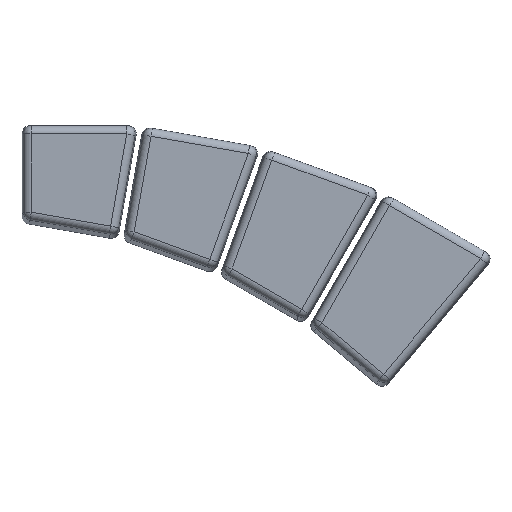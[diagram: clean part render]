
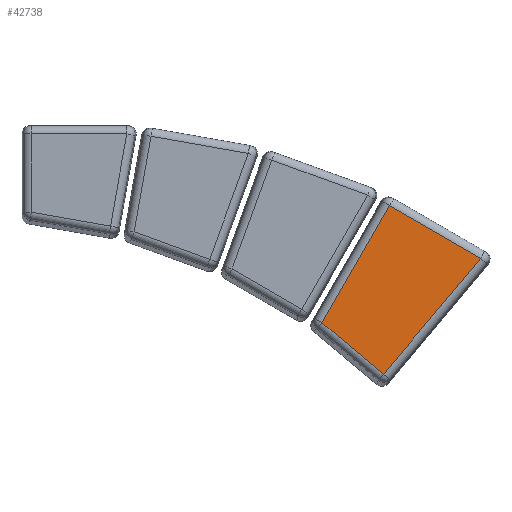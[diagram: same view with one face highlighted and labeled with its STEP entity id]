
A CAD part, top view. The second image highlights one B-rep face of the part: STEP entity #42738.
In plain terms, the highlighted planar face has unit normal (0, 0, 1).
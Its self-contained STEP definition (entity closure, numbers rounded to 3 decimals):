
#41725 = CYLINDRICAL_SURFACE('',#41726,1.5);
#41726 = AXIS2_PLACEMENT_3D('',#41727,#41728,#41729);
#41727 = CARTESIAN_POINT('',(66.83,-14.077,3.5));
#41728 = DIRECTION('',(0.866,-0.5,0.));
#41729 = DIRECTION('',(0.5,0.866,0.));
#41912 = CYLINDRICAL_SURFACE('',#41913,1.5);
#41913 = AXIS2_PLACEMENT_3D('',#41914,#41915,#41916);
#41914 = CARTESIAN_POINT('',(68.792,-13.477,3.5));
#41915 = DIRECTION('',(-0.5,-0.866,0.));
#41916 = DIRECTION('',(0.,0.,1.));
#41946 = CYLINDRICAL_SURFACE('',#41947,1.5);
#41947 = AXIS2_PLACEMENT_3D('',#41948,#41949,#41950);
#41948 = CARTESIAN_POINT('',(66.153,-46.93,3.5));
#41949 = DIRECTION('',(0.643,0.766,0.));
#41950 = DIRECTION('',(0.764,-0.641,0.07
    ));
#42120 = CYLINDRICAL_SURFACE('',#42121,1.5);
#42121 = AXIS2_PLACEMENT_3D('',#42122,#42123,#42124);
#42122 = CARTESIAN_POINT('',(54.612,-35.661,3.5));
#42123 = DIRECTION('',(0.766,-0.643,0.));
#42124 = DIRECTION('',(0.,0.,1.));
#42437 = VERTEX_POINT('',#42438);
#42438 = CARTESIAN_POINT('',(68.042,-14.776,5.));
#42458 = EDGE_CURVE('',#42437,#42459,#42461,.T.);
#42459 = VERTEX_POINT('',#42460);
#42460 = CARTESIAN_POINT('',(84.944,-24.535,5.));
#42461 = SURFACE_CURVE('',#42462,(#42466,#42473),.PCURVE_S1.);
#42462 = LINE('',#42463,#42464);
#42463 = CARTESIAN_POINT('',(66.83,-14.077,5.));
#42464 = VECTOR('',#42465,1.);
#42465 = DIRECTION('',(0.866,-0.5,0.));
#42466 = PCURVE('',#41725,#42467);
#42467 = DEFINITIONAL_REPRESENTATION('',(#42468),#42472);
#42468 = LINE('',#42469,#42470);
#42469 = CARTESIAN_POINT('',(1.571,0.));
#42470 = VECTOR('',#42471,1.);
#42471 = DIRECTION('',(0.,1.));
#42472 = ( GEOMETRIC_REPRESENTATION_CONTEXT(2)
PARAMETRIC_REPRESENTATION_CONTEXT() REPRESENTATION_CONTEXT('2D SPACE',''
  ) );
#42473 = PCURVE('',#42474,#42479);
#42474 = PLANE('',#42475);
#42475 = AXIS2_PLACEMENT_3D('',#42476,#42477,#42478);
#42476 = CARTESIAN_POINT('',(69.397,-30.32,5.));
#42477 = DIRECTION('',(0.,0.,1.));
#42478 = DIRECTION('',(0.866,-0.5,0.));
#42479 = DEFINITIONAL_REPRESENTATION('',(#42480),#42484);
#42480 = LINE('',#42481,#42482);
#42481 = CARTESIAN_POINT('',(-10.345,12.784));
#42482 = VECTOR('',#42483,1.);
#42483 = DIRECTION('',(1.,0.));
#42484 = ( GEOMETRIC_REPRESENTATION_CONTEXT(2)
PARAMETRIC_REPRESENTATION_CONTEXT() REPRESENTATION_CONTEXT('2D SPACE',''
  ) );
#42562 = EDGE_CURVE('',#42437,#42563,#42565,.T.);
#42563 = VERTEX_POINT('',#42564);
#42564 = CARTESIAN_POINT('',(55.536,-36.436,5.));
#42565 = SURFACE_CURVE('',#42566,(#42570,#42577),.PCURVE_S1.);
#42566 = LINE('',#42567,#42568);
#42567 = CARTESIAN_POINT('',(68.792,-13.477,5.));
#42568 = VECTOR('',#42569,1.);
#42569 = DIRECTION('',(-0.5,-0.866,0.));
#42570 = PCURVE('',#41912,#42571);
#42571 = DEFINITIONAL_REPRESENTATION('',(#42572),#42576);
#42572 = LINE('',#42573,#42574);
#42573 = CARTESIAN_POINT('',(0.,0.));
#42574 = VECTOR('',#42575,1.);
#42575 = DIRECTION('',(0.,1.));
#42576 = ( GEOMETRIC_REPRESENTATION_CONTEXT(2)
PARAMETRIC_REPRESENTATION_CONTEXT() REPRESENTATION_CONTEXT('2D SPACE',''
  ) );
#42577 = PCURVE('',#42474,#42578);
#42578 = DEFINITIONAL_REPRESENTATION('',(#42579),#42583);
#42579 = LINE('',#42580,#42581);
#42580 = CARTESIAN_POINT('',(-8.946,14.284));
#42581 = VECTOR('',#42582,1.);
#42582 = DIRECTION('',(0.,-1.));
#42583 = ( GEOMETRIC_REPRESENTATION_CONTEXT(2)
PARAMETRIC_REPRESENTATION_CONTEXT() REPRESENTATION_CONTEXT('2D SPACE',''
  ) );
#42611 = VERTEX_POINT('',#42612);
#42612 = CARTESIAN_POINT('',(66.933,-45.999,5.));
#42632 = EDGE_CURVE('',#42611,#42459,#42633,.T.);
#42633 = SURFACE_CURVE('',#42634,(#42638,#42645),.PCURVE_S1.);
#42634 = LINE('',#42635,#42636);
#42635 = CARTESIAN_POINT('',(66.153,-46.93,5.));
#42636 = VECTOR('',#42637,1.);
#42637 = DIRECTION('',(0.643,0.766,0.));
#42638 = PCURVE('',#41946,#42639);
#42639 = DEFINITIONAL_REPRESENTATION('',(#42640),#42644);
#42640 = LINE('',#42641,#42642);
#42641 = CARTESIAN_POINT('',(-1.501,0.));
#42642 = VECTOR('',#42643,1.);
#42643 = DIRECTION('',(-0.,1.));
#42644 = ( GEOMETRIC_REPRESENTATION_CONTEXT(2)
PARAMETRIC_REPRESENTATION_CONTEXT() REPRESENTATION_CONTEXT('2D SPACE',''
  ) );
#42645 = PCURVE('',#42474,#42646);
#42646 = DEFINITIONAL_REPRESENTATION('',(#42647),#42651);
#42647 = LINE('',#42648,#42649);
#42648 = CARTESIAN_POINT('',(5.495,-16.007));
#42649 = VECTOR('',#42650,1.);
#42650 = DIRECTION('',(0.174,0.985));
#42651 = ( GEOMETRIC_REPRESENTATION_CONTEXT(2)
PARAMETRIC_REPRESENTATION_CONTEXT() REPRESENTATION_CONTEXT('2D SPACE',''
  ) );
#42711 = EDGE_CURVE('',#42563,#42611,#42712,.T.);
#42712 = SURFACE_CURVE('',#42713,(#42717,#42724),.PCURVE_S1.);
#42713 = LINE('',#42714,#42715);
#42714 = CARTESIAN_POINT('',(54.612,-35.661,5.));
#42715 = VECTOR('',#42716,1.);
#42716 = DIRECTION('',(0.766,-0.643,0.));
#42717 = PCURVE('',#42120,#42718);
#42718 = DEFINITIONAL_REPRESENTATION('',(#42719),#42723);
#42719 = LINE('',#42720,#42721);
#42720 = CARTESIAN_POINT('',(0.,0.));
#42721 = VECTOR('',#42722,1.);
#42722 = DIRECTION('',(0.,1.));
#42723 = ( GEOMETRIC_REPRESENTATION_CONTEXT(2)
PARAMETRIC_REPRESENTATION_CONTEXT() REPRESENTATION_CONTEXT('2D SPACE',''
  ) );
#42724 = PCURVE('',#42474,#42725);
#42725 = DEFINITIONAL_REPRESENTATION('',(#42726),#42730);
#42726 = LINE('',#42727,#42728);
#42727 = CARTESIAN_POINT('',(-10.134,-12.017));
#42728 = VECTOR('',#42729,1.);
#42729 = DIRECTION('',(0.985,-0.174));
#42730 = ( GEOMETRIC_REPRESENTATION_CONTEXT(2)
PARAMETRIC_REPRESENTATION_CONTEXT() REPRESENTATION_CONTEXT('2D SPACE',''
  ) );
#42738 = ADVANCED_FACE('',(#42739),#42474,.T.);
#42739 = FACE_BOUND('',#42740,.T.);
#42740 = EDGE_LOOP('',(#42741,#42742,#42743,#42744));
#42741 = ORIENTED_EDGE('',*,*,#42458,.F.);
#42742 = ORIENTED_EDGE('',*,*,#42562,.T.);
#42743 = ORIENTED_EDGE('',*,*,#42711,.T.);
#42744 = ORIENTED_EDGE('',*,*,#42632,.T.);
